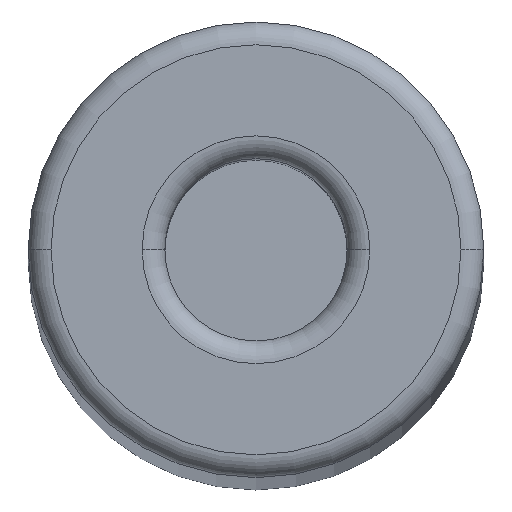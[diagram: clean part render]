
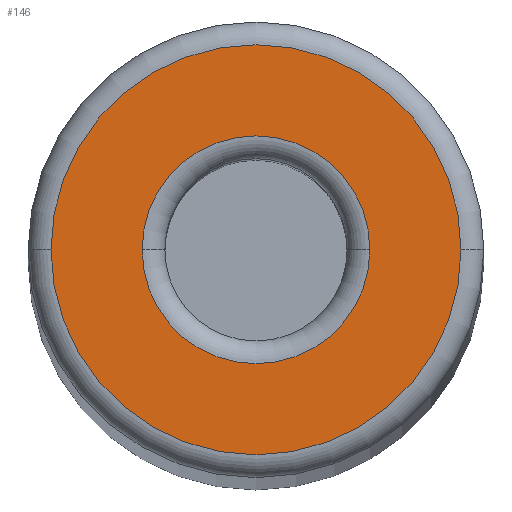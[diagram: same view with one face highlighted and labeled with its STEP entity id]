
A CAD part, top view. The second image highlights one B-rep face of the part: STEP entity #146.
In plain terms, the highlighted planar face has unit normal (0, 0, 1).
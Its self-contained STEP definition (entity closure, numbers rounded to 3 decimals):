
#1 = DIRECTION ( 'NONE',  ( 1., 0., 0. ) ) ;
#13 = DIRECTION ( 'NONE',  ( 0., 0., -1. ) ) ;
#21 = AXIS2_PLACEMENT_3D ( 'NONE', #230, #151, #119 ) ;
#32 = DIRECTION ( 'NONE',  ( 0., 0., -1. ) ) ;
#44 = DIRECTION ( 'NONE',  ( 1., 0., 0. ) ) ;
#56 = DIRECTION ( 'NONE',  ( 1., 0., 0. ) ) ;
#58 = CARTESIAN_POINT ( 'NONE',  ( 0., 0., 39. ) ) ;
#60 = PLANE ( 'NONE',  #164 ) ;
#62 = DIRECTION ( 'NONE',  ( 1., 0., 0. ) ) ;
#65 = VERTEX_POINT ( 'NONE', #96 ) ;
#82 = CIRCLE ( 'NONE', #179, 2.25 ) ;
#84 = EDGE_LOOP ( 'NONE', ( #326, #348 ) ) ;
#93 = ORIENTED_EDGE ( 'NONE', *, *, #316, .T. ) ;
#96 = CARTESIAN_POINT ( 'NONE',  ( 2.25, 0., 39. ) ) ;
#103 = EDGE_CURVE ( 'NONE', #65, #228, #173, .T. ) ;
#119 = DIRECTION ( 'NONE',  ( 1., 0., 0. ) ) ;
#124 = DIRECTION ( 'NONE',  ( 0., 0., 1. ) ) ;
#128 = EDGE_CURVE ( 'NONE', #250, #349, #148, .T. ) ;
#133 = DIRECTION ( 'NONE',  ( 0., 0., 1. ) ) ;
#139 = CARTESIAN_POINT ( 'NONE',  ( -2.25, 0., 39. ) ) ;
#146 = ADVANCED_FACE ( 'NONE', ( #276, #335 ), #60, .T. ) ;
#148 = CIRCLE ( 'NONE', #323, 1.25 ) ;
#151 = DIRECTION ( 'NONE',  ( 0., 0., 1. ) ) ;
#164 = AXIS2_PLACEMENT_3D ( 'NONE', #58, #133, #56 ) ;
#173 = CIRCLE ( 'NONE', #21, 2.25 ) ;
#179 = AXIS2_PLACEMENT_3D ( 'NONE', #215, #124, #62 ) ;
#182 = EDGE_LOOP ( 'NONE', ( #262, #93 ) ) ;
#213 = EDGE_CURVE ( 'NONE', #349, #250, #340, .T. ) ;
#215 = CARTESIAN_POINT ( 'NONE',  ( 0., 0., 39. ) ) ;
#218 = CARTESIAN_POINT ( 'NONE',  ( 0., 0., 39. ) ) ;
#228 = VERTEX_POINT ( 'NONE', #139 ) ;
#230 = CARTESIAN_POINT ( 'NONE',  ( 0., 0., 39. ) ) ;
#248 = CARTESIAN_POINT ( 'NONE',  ( -1.25, 0., 39. ) ) ;
#250 = VERTEX_POINT ( 'NONE', #248 ) ;
#251 = CARTESIAN_POINT ( 'NONE',  ( 0., 0., 39. ) ) ;
#262 = ORIENTED_EDGE ( 'NONE', *, *, #103, .T. ) ;
#272 = AXIS2_PLACEMENT_3D ( 'NONE', #251, #13, #44 ) ;
#276 = FACE_OUTER_BOUND ( 'NONE', #182, .T. ) ;
#277 = CARTESIAN_POINT ( 'NONE',  ( 1.25, 0., 39. ) ) ;
#316 = EDGE_CURVE ( 'NONE', #228, #65, #82, .T. ) ;
#323 = AXIS2_PLACEMENT_3D ( 'NONE', #218, #32, #1 ) ;
#326 = ORIENTED_EDGE ( 'NONE', *, *, #213, .T. ) ;
#335 = FACE_BOUND ( 'NONE', #84, .T. ) ;
#340 = CIRCLE ( 'NONE', #272, 1.25 ) ;
#348 = ORIENTED_EDGE ( 'NONE', *, *, #128, .T. ) ;
#349 = VERTEX_POINT ( 'NONE', #277 ) ;
